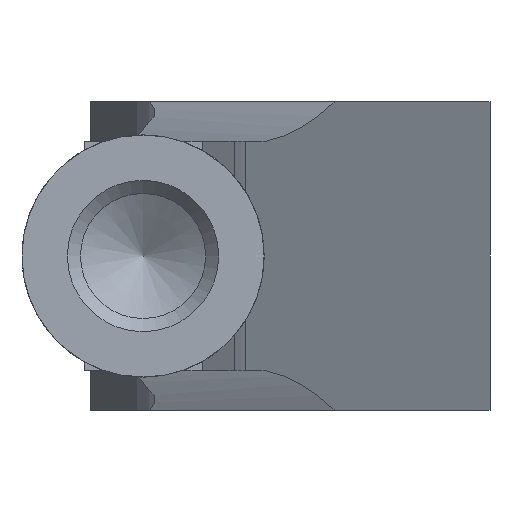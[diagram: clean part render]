
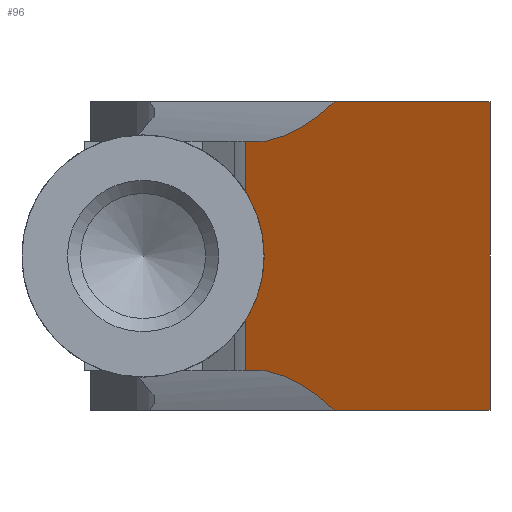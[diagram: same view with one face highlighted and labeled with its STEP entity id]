
A CAD part, left-side view. The second image highlights one B-rep face of the part: STEP entity #96.
In plain terms, the highlighted planar face has unit normal (-0.173, -0.985, 0).
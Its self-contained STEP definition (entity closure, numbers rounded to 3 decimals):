
#96 = ADVANCED_FACE( '', ( #150 ), #151, .T. );
#150 = FACE_OUTER_BOUND( '', #211, .T. );
#151 = PLANE( '', #212 );
#211 = EDGE_LOOP( '', ( #401, #402, #403, #404, #405, #406, #407, #408 ) );
#212 = AXIS2_PLACEMENT_3D( '', #409, #410, #411 );
#401 = ORIENTED_EDGE( '', *, *, #518, .T. );
#402 = ORIENTED_EDGE( '', *, *, #461, .F. );
#403 = ORIENTED_EDGE( '', *, *, #458, .F. );
#404 = ORIENTED_EDGE( '', *, *, #506, .T. );
#405 = ORIENTED_EDGE( '', *, *, #512, .T. );
#406 = ORIENTED_EDGE( '', *, *, #519, .F. );
#407 = ORIENTED_EDGE( '', *, *, #483, .F. );
#408 = ORIENTED_EDGE( '', *, *, #473, .F. );
#409 = CARTESIAN_POINT( '', ( 139.231, -11.468, 14. ) );
#410 = DIRECTION( '', ( -0.173, -0.985, 0. ) );
#411 = DIRECTION( '', ( 0.985, -0.173, 0. ) );
#458 = EDGE_CURVE( '', #534, #536, #537, .T. );
#461 = EDGE_CURVE( '', #536, #541, #542, .T. );
#473 = EDGE_CURVE( '', #562, #564, #565, .T. );
#483 = EDGE_CURVE( '', #564, #583, #584, .T. );
#506 = EDGE_CURVE( '', #534, #620, #621, .T. );
#512 = EDGE_CURVE( '', #620, #628, #629, .T. );
#518 = EDGE_CURVE( '', #562, #541, #636, .T. );
#519 = EDGE_CURVE( '', #583, #628, #637, .T. );
#534 = VERTEX_POINT( '', #664 );
#536 = VERTEX_POINT( '', #667 );
#537 = ELLIPSE( '', #668, 101.524, 100. );
#541 = VERTEX_POINT( '', #673 );
#542 = LINE( '', #674, #675 );
#562 = VERTEX_POINT( '', #703 );
#564 = VERTEX_POINT( '', #705 );
#565 = LINE( '', #706, #707 );
#583 = VERTEX_POINT( '', #734 );
#584 = ELLIPSE( '', #735, 101.524, 100. );
#620 = VERTEX_POINT( '', #880 );
#621 = LINE( '', #881, #882 );
#628 = VERTEX_POINT( '', #894 );
#629 = LINE( '', #895, #896 );
#636 = LINE( '', #908, #909 );
#637 = LINE( '', #910, #911 );
#664 = CARTESIAN_POINT( '', ( 110., -6.345, -5.1 ) );
#667 = CARTESIAN_POINT( '', ( 97., -4.066, -3.8 ) );
#668 = AXIS2_PLACEMENT_3D( '', #925, #926, #927 );
#673 = CARTESIAN_POINT( '', ( 93.145, -3.391, -3.8 ) );
#674 = CARTESIAN_POINT( '', ( 68.078, 1.003, -3.8 ) );
#675 = VECTOR( '', #932, 1000. );
#703 = CARTESIAN_POINT( '', ( 93.145, -3.391, 3.8 ) );
#705 = CARTESIAN_POINT( '', ( 97., -4.066, 3.8 ) );
#706 = CARTESIAN_POINT( '', ( 94.574, -3.641, 3.8 ) );
#707 = VECTOR( '', #950, 1000. );
#734 = CARTESIAN_POINT( '', ( 110., -6.345, 5.1 ) );
#735 = AXIS2_PLACEMENT_3D( '', #960, #961, #962 );
#880 = CARTESIAN_POINT( '', ( 139.224, -11.467, -5.1 ) );
#881 = CARTESIAN_POINT( '', ( 94.081, -3.555, -5.1 ) );
#882 = VECTOR( '', #1006, 1000. );
#894 = CARTESIAN_POINT( '', ( 139.224, -11.467, 5.1 ) );
#895 = CARTESIAN_POINT( '', ( 139.224, -11.467, 5.1 ) );
#896 = VECTOR( '', #1012, 1000. );
#908 = CARTESIAN_POINT( '', ( 93.145, -3.391, 14. ) );
#909 = VECTOR( '', #1018, 1000. );
#910 = CARTESIAN_POINT( '', ( 94.081, -3.555, 5.1 ) );
#911 = VECTOR( '', #1019, 1000. );
#925 = CARTESIAN_POINT( '', ( 93.571, -3.465, -103.741 ) );
#926 = DIRECTION( '', ( -0.173, -0.985, 0. ) );
#927 = DIRECTION( '', ( 0.985, -0.173, 0. ) );
#932 = DIRECTION( '', ( -0.985, 0.173, 0. ) );
#950 = DIRECTION( '', ( 0.985, -0.173, 0. ) );
#960 = CARTESIAN_POINT( '', ( 93.571, -3.465, 103.741 ) );
#961 = DIRECTION( '', ( -0.173, -0.985, 0. ) );
#962 = DIRECTION( '', ( 0.985, -0.173, 0. ) );
#1006 = DIRECTION( '', ( 0.985, -0.173, 0. ) );
#1012 = DIRECTION( '', ( 0., 0., 1. ) );
#1018 = DIRECTION( '', ( 0., 0., -1. ) );
#1019 = DIRECTION( '', ( 0.985, -0.173, 0. ) );
